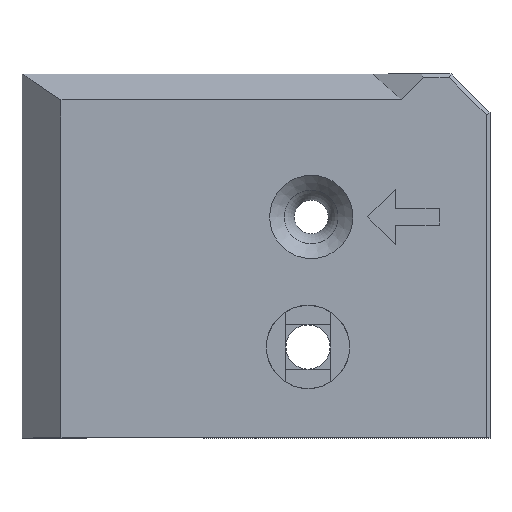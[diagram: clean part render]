
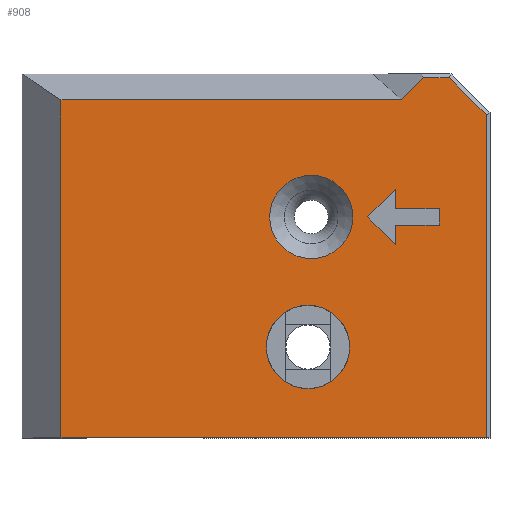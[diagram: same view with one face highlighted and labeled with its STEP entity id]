
A CAD part, top view. The second image highlights one B-rep face of the part: STEP entity #908.
In plain terms, the highlighted planar face has unit normal (0, 0, 1).
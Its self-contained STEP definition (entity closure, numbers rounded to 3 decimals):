
#19=FACE_BOUND('',#369,.T.);
#20=FACE_BOUND('',#370,.T.);
#21=FACE_BOUND('',#371,.T.);
#52=PLANE('',#987);
#75=LINE('',#1295,#183);
#79=LINE('',#1303,#187);
#82=LINE('',#1309,#190);
#85=LINE('',#1315,#193);
#88=LINE('',#1321,#196);
#91=LINE('',#1327,#199);
#94=LINE('',#1332,#202);
#123=LINE('',#1410,#231);
#125=LINE('',#1414,#233);
#128=LINE('',#1420,#236);
#144=LINE('',#1449,#252);
#147=LINE('',#1455,#255);
#150=LINE('',#1461,#258);
#151=LINE('',#1463,#259);
#183=VECTOR('',#1041,10.);
#187=VECTOR('',#1047,10.);
#190=VECTOR('',#1052,10.);
#193=VECTOR('',#1057,10.);
#196=VECTOR('',#1062,10.);
#199=VECTOR('',#1067,10.);
#202=VECTOR('',#1072,10.);
#231=VECTOR('',#1149,10.);
#233=VECTOR('',#1153,10.);
#236=VECTOR('',#1158,10.);
#252=VECTOR('',#1182,10.);
#255=VECTOR('',#1189,10.);
#258=VECTOR('',#1194,10.);
#259=VECTOR('',#1197,10.);
#317=FACE_OUTER_BOUND('',#368,.T.);
#368=EDGE_LOOP('',(#781,#782,#783,#784,#785,#786,#787));
#369=EDGE_LOOP('',(#788,#789,#790,#791,#792,#793,#794));
#370=EDGE_LOOP('',(#795));
#371=EDGE_LOOP('',(#796));
#402=CIRCLE('',#988,3.2);
#403=CIRCLE('',#989,3.2);
#422=VERTEX_POINT('',#1293);
#423=VERTEX_POINT('',#1294);
#426=VERTEX_POINT('',#1302);
#428=VERTEX_POINT('',#1308);
#430=VERTEX_POINT('',#1314);
#432=VERTEX_POINT('',#1320);
#434=VERTEX_POINT('',#1326);
#459=VERTEX_POINT('',#1407);
#460=VERTEX_POINT('',#1409);
#461=VERTEX_POINT('',#1413);
#463=VERTEX_POINT('',#1419);
#472=VERTEX_POINT('',#1447);
#473=VERTEX_POINT('',#1453);
#475=VERTEX_POINT('',#1459);
#476=VERTEX_POINT('',#1464);
#477=VERTEX_POINT('',#1466);
#506=EDGE_CURVE('',#422,#423,#75,.T.);
#510=EDGE_CURVE('',#426,#422,#79,.T.);
#513=EDGE_CURVE('',#428,#426,#82,.T.);
#516=EDGE_CURVE('',#430,#428,#85,.T.);
#519=EDGE_CURVE('',#432,#430,#88,.T.);
#522=EDGE_CURVE('',#434,#432,#91,.T.);
#525=EDGE_CURVE('',#423,#434,#94,.T.);
#563=EDGE_CURVE('',#460,#459,#123,.T.);
#565=EDGE_CURVE('',#459,#461,#125,.T.);
#568=EDGE_CURVE('',#461,#463,#128,.T.);
#584=EDGE_CURVE('',#463,#472,#144,.T.);
#587=EDGE_CURVE('',#473,#472,#147,.T.);
#590=EDGE_CURVE('',#473,#475,#150,.T.);
#591=EDGE_CURVE('',#460,#475,#151,.T.);
#592=EDGE_CURVE('',#476,#476,#402,.T.);
#593=EDGE_CURVE('',#477,#477,#403,.T.);
#781=ORIENTED_EDGE('',*,*,#563,.T.);
#782=ORIENTED_EDGE('',*,*,#565,.T.);
#783=ORIENTED_EDGE('',*,*,#568,.T.);
#784=ORIENTED_EDGE('',*,*,#584,.T.);
#785=ORIENTED_EDGE('',*,*,#587,.F.);
#786=ORIENTED_EDGE('',*,*,#590,.T.);
#787=ORIENTED_EDGE('',*,*,#591,.F.);
#788=ORIENTED_EDGE('',*,*,#506,.F.);
#789=ORIENTED_EDGE('',*,*,#510,.F.);
#790=ORIENTED_EDGE('',*,*,#513,.F.);
#791=ORIENTED_EDGE('',*,*,#516,.F.);
#792=ORIENTED_EDGE('',*,*,#519,.F.);
#793=ORIENTED_EDGE('',*,*,#522,.F.);
#794=ORIENTED_EDGE('',*,*,#525,.F.);
#795=ORIENTED_EDGE('',*,*,#592,.T.);
#796=ORIENTED_EDGE('',*,*,#593,.F.);
#908=ADVANCED_FACE('',(#317,#19,#20,#21),#52,.F.);
#987=AXIS2_PLACEMENT_3D('',#1462,#1195,#1196);
#988=AXIS2_PLACEMENT_3D('',#1465,#1198,#1199);
#989=AXIS2_PLACEMENT_3D('',#1467,#1200,#1201);
#1041=DIRECTION('',(0.,1.,0.));
#1047=DIRECTION('',(1.,0.,0.));
#1052=DIRECTION('',(0.,1.,0.));
#1057=DIRECTION('',(0.707,-0.707,0.));
#1062=DIRECTION('',(-0.707,-0.707,0.));
#1067=DIRECTION('',(0.,1.,0.));
#1072=DIRECTION('',(-1.,0.,0.));
#1149=DIRECTION('',(0.,1.,0.));
#1153=DIRECTION('',(-0.707,0.707,0.));
#1158=DIRECTION('',(-1.,0.,0.));
#1182=DIRECTION('',(-0.707,-0.707,0.));
#1189=DIRECTION('',(1.,0.,0.));
#1194=DIRECTION('',(0.,-1.,0.));
#1195=DIRECTION('center_axis',(0.,0.,-1.));
#1196=DIRECTION('ref_axis',(1.,0.,0.));
#1197=DIRECTION('',(-1.,0.,0.));
#1198=DIRECTION('center_axis',(0.,0.,-1.));
#1199=DIRECTION('ref_axis',(-1.,0.,0.));
#1200=DIRECTION('center_axis',(0.,0.,1.));
#1201=DIRECTION('ref_axis',(1.,0.,0.));
#1293=CARTESIAN_POINT('',(9.85,33.379,-4.));
#1294=CARTESIAN_POINT('',(9.85,34.621,-4.));
#1295=CARTESIAN_POINT('',(9.85,32.189,-4.));
#1302=CARTESIAN_POINT('',(6.471,33.379,-4.));
#1303=CARTESIAN_POINT('',(1.111,33.379,-4.));
#1308=CARTESIAN_POINT('',(6.471,31.879,-4.));
#1309=CARTESIAN_POINT('',(6.471,31.439,-4.));
#1314=CARTESIAN_POINT('',(4.35,34.,-4.));
#1315=CARTESIAN_POINT('',(2.95,35.4,-4.));
#1320=CARTESIAN_POINT('',(6.471,36.121,-4.));
#1321=CARTESIAN_POINT('',(2.511,32.161,-4.));
#1326=CARTESIAN_POINT('',(6.471,34.621,-4.));
#1327=CARTESIAN_POINT('',(6.471,32.811,-4.));
#1332=CARTESIAN_POINT('',(2.8,34.621,-4.));
#1407=CARTESIAN_POINT('',(13.45,41.876,-4.));
#1409=CARTESIAN_POINT('',(13.45,17.,-4.));
#1410=CARTESIAN_POINT('',(13.45,38.,-4.));
#1413=CARTESIAN_POINT('',(10.626,44.7,-4.));
#1414=CARTESIAN_POINT('',(11.038,44.288,-4.));
#1419=CARTESIAN_POINT('',(8.628,44.7,-4.));
#1420=CARTESIAN_POINT('',(-13.25,44.7,-4.));
#1447=CARTESIAN_POINT('',(6.928,43.,-4.));
#1449=CARTESIAN_POINT('',(0.589,36.661,-4.));
#1453=CARTESIAN_POINT('',(-19.25,43.,-4.));
#1455=CARTESIAN_POINT('',(-13.25,43.,-4.));
#1459=CARTESIAN_POINT('',(-19.25,17.,-4.));
#1461=CARTESIAN_POINT('',(-19.25,24.,-4.));
#1462=CARTESIAN_POINT('Origin',(-4.25,31.,-4.));
#1463=CARTESIAN_POINT('',(13.75,17.,-4.));
#1464=CARTESIAN_POINT('',(3.2,34.,-4.));
#1465=CARTESIAN_POINT('Origin',(0.,34.,-4.));
#1466=CARTESIAN_POINT('',(-3.45,24.,-4.));
#1467=CARTESIAN_POINT('Origin',(-0.25,24.,-4.));
